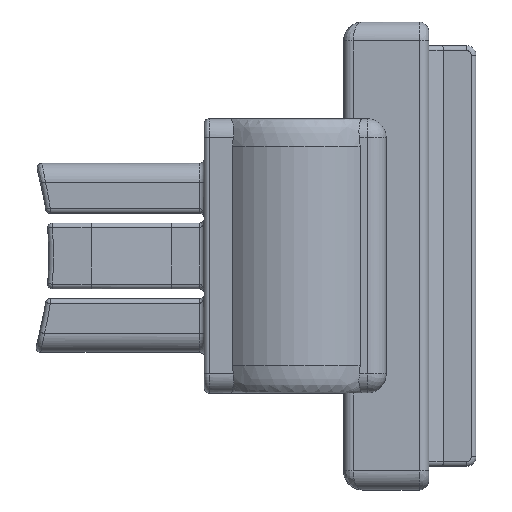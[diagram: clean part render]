
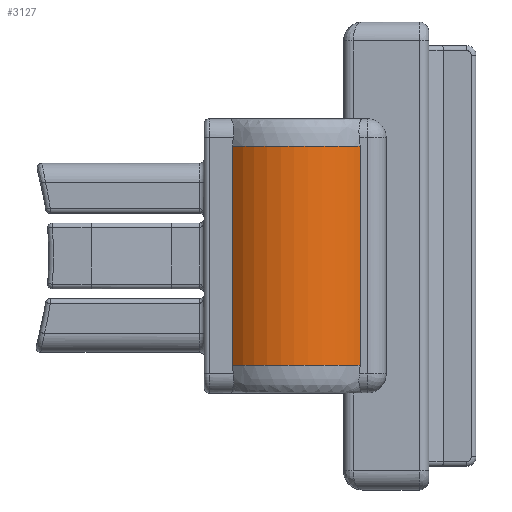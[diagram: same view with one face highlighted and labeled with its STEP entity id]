
A CAD part, top view. The second image highlights one B-rep face of the part: STEP entity #3127.
In plain terms, the highlighted free-form (B-spline) face has degree [1, 2] with [2, 5] control points.
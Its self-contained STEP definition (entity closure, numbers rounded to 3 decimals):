
#27=(
BOUNDED_SURFACE()
B_SPLINE_SURFACE(1,2,((#6432,#6433,#6434,#6435,#6436),(#6437,#6438,#6439,
#6440,#6441)),.UNSPECIFIED.,.F.,.F.,.F.)
B_SPLINE_SURFACE_WITH_KNOTS((2,2),(3,2,3),(-1.221,1.221),
(-3.959,-3.142,-2.324),.UNSPECIFIED.)
GEOMETRIC_REPRESENTATION_ITEM()
RATIONAL_B_SPLINE_SURFACE(((1.,0.918,1.,0.918,1.),
(1.,0.918,1.,0.918,1.)))
REPRESENTATION_ITEM('')
SURFACE()
);
#97=ELLIPSE('',#3507,4.75,4.625);
#98=ELLIPSE('',#3542,4.75,4.625);
#416=FACE_OUTER_BOUND('',#630,.T.);
#630=EDGE_LOOP('',(#2822,#2823,#2824,#2825));
#799=LINE('',#6019,#995);
#825=LINE('',#6342,#1021);
#995=VECTOR('',#4398,1.);
#1021=VECTOR('',#4530,1.);
#1432=VERTEX_POINT('',#6013);
#1433=VERTEX_POINT('',#6018);
#1451=VERTEX_POINT('',#6268);
#1460=VERTEX_POINT('',#6337);
#1853=EDGE_CURVE('',#1433,#1432,#799,.T.);
#1887=EDGE_CURVE('',#1432,#1451,#97,.T.);
#1911=EDGE_CURVE('',#1451,#1460,#825,.T.);
#1915=EDGE_CURVE('',#1433,#1460,#98,.T.);
#2822=ORIENTED_EDGE('',*,*,#1911,.T.);
#2823=ORIENTED_EDGE('',*,*,#1915,.F.);
#2824=ORIENTED_EDGE('',*,*,#1853,.T.);
#2825=ORIENTED_EDGE('',*,*,#1887,.T.);
#3127=ADVANCED_FACE('',(#416),#27,.F.);
#3507=AXIS2_PLACEMENT_3D('',#6273,#4458,#4459);
#3542=AXIS2_PLACEMENT_3D('',#6430,#4542,#4543);
#4398=DIRECTION('',(0.,-1.,0.));
#4458=DIRECTION('center_axis',(0.,1.,0.));
#4459=DIRECTION('ref_axis',(0.,0.,
-1.));
#4530=DIRECTION('',(0.,1.,0.));
#4542=DIRECTION('center_axis',(0.,1.,0.));
#4543=DIRECTION('ref_axis',(0.,0.,
-1.));
#6013=CARTESIAN_POINT('',(-42.873,61.825,11.));
#6018=CARTESIAN_POINT('',(-42.873,73.425,11.));
#6019=CARTESIAN_POINT('',(-42.873,67.625,11.));
#6268=CARTESIAN_POINT('',(-36.127,61.825,11.));
#6273=CARTESIAN_POINT('Origin',(-39.5,61.825,7.75));
#6337=CARTESIAN_POINT('',(-36.127,73.425,11.));
#6342=CARTESIAN_POINT('',(-36.127,67.625,11.));
#6430=CARTESIAN_POINT('Origin',(-39.5,73.425,7.75));
#6432=CARTESIAN_POINT('Ctrl Pts',(-42.873,61.825,11.));
#6433=CARTESIAN_POINT('Ctrl Pts',(-41.503,61.825,12.5));
#6434=CARTESIAN_POINT('Ctrl Pts',(-39.5,61.825,12.5));
#6435=CARTESIAN_POINT('Ctrl Pts',(-37.497,61.825,12.5));
#6436=CARTESIAN_POINT('Ctrl Pts',(-36.127,61.825,11.));
#6437=CARTESIAN_POINT('Ctrl Pts',(-42.873,73.425,11.));
#6438=CARTESIAN_POINT('Ctrl Pts',(-41.503,73.425,12.5));
#6439=CARTESIAN_POINT('Ctrl Pts',(-39.5,73.425,12.5));
#6440=CARTESIAN_POINT('Ctrl Pts',(-37.497,73.425,12.5));
#6441=CARTESIAN_POINT('Ctrl Pts',(-36.127,73.425,11.));
